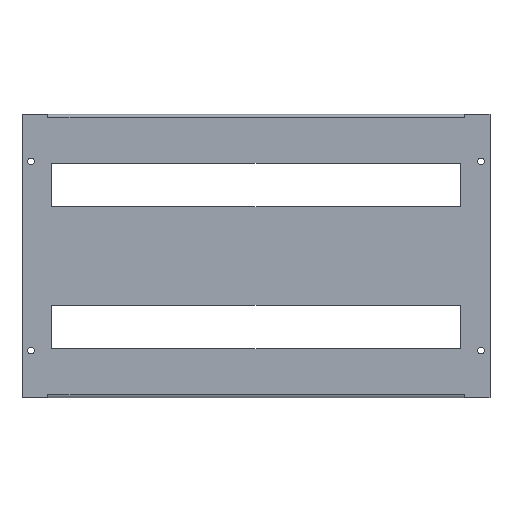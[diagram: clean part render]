
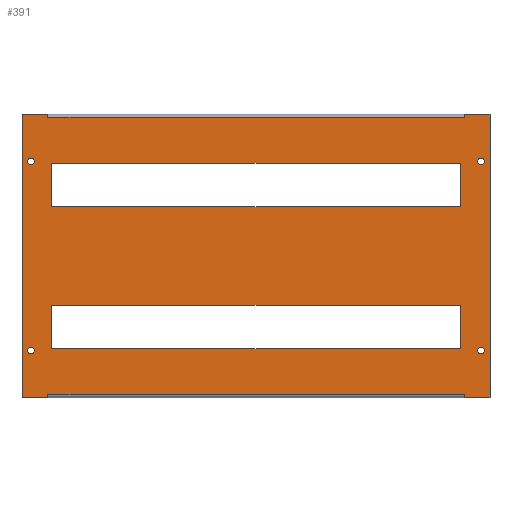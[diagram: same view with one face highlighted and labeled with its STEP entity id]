
A CAD part, top view. The second image highlights one B-rep face of the part: STEP entity #391.
In plain terms, the highlighted planar face has unit normal (0, 0, 1).
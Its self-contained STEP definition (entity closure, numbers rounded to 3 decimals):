
#326=FACE_BOUND('',#494,.T.);
#327=FACE_BOUND('',#495,.T.);
#328=FACE_BOUND('',#496,.T.);
#329=FACE_BOUND('',#497,.T.);
#330=FACE_BOUND('',#498,.T.);
#331=FACE_BOUND('',#499,.T.);
#332=FACE_BOUND('',#500,.T.);
#350=PLANE('',#1220);
#391=ADVANCED_FACE('F13',(#326,#327,#328,#329,#330,#331,#332),#350,.T.);
#494=EDGE_LOOP('',(#612,#613,#614,#615,#616,#617,#618,#619,#620,#621,#622,
#623));
#495=EDGE_LOOP('',(#624));
#496=EDGE_LOOP('',(#625));
#497=EDGE_LOOP('',(#626,#627,#628,#629));
#498=EDGE_LOOP('',(#630,#631,#632,#633));
#499=EDGE_LOOP('',(#634));
#500=EDGE_LOOP('',(#635));
#543=CIRCLE('',#1200,3.5);
#545=CIRCLE('',#1203,3.5);
#547=CIRCLE('',#1214,3.5);
#549=CIRCLE('',#1217,3.5);
#612=ORIENTED_EDGE('',*,*,#929,.F.);
#613=ORIENTED_EDGE('',*,*,#930,.T.);
#614=ORIENTED_EDGE('',*,*,#931,.T.);
#615=ORIENTED_EDGE('',*,*,#932,.T.);
#616=ORIENTED_EDGE('',*,*,#933,.T.);
#617=ORIENTED_EDGE('',*,*,#934,.T.);
#618=ORIENTED_EDGE('',*,*,#935,.F.);
#619=ORIENTED_EDGE('',*,*,#936,.T.);
#620=ORIENTED_EDGE('',*,*,#937,.T.);
#621=ORIENTED_EDGE('',*,*,#938,.T.);
#622=ORIENTED_EDGE('',*,*,#939,.T.);
#623=ORIENTED_EDGE('',*,*,#940,.T.);
#624=ORIENTED_EDGE('',*,*,#927,.T.);
#625=ORIENTED_EDGE('',*,*,#924,.T.);
#626=ORIENTED_EDGE('',*,*,#921,.T.);
#627=ORIENTED_EDGE('',*,*,#918,.T.);
#628=ORIENTED_EDGE('',*,*,#915,.T.);
#629=ORIENTED_EDGE('',*,*,#912,.T.);
#630=ORIENTED_EDGE('',*,*,#909,.T.);
#631=ORIENTED_EDGE('',*,*,#906,.T.);
#632=ORIENTED_EDGE('',*,*,#903,.T.);
#633=ORIENTED_EDGE('',*,*,#900,.T.);
#634=ORIENTED_EDGE('',*,*,#897,.T.);
#635=ORIENTED_EDGE('',*,*,#894,.T.);
#813=VERTEX_POINT('',#1509);
#815=VERTEX_POINT('',#1515);
#816=VERTEX_POINT('',#1520);
#818=VERTEX_POINT('',#1523);
#820=VERTEX_POINT('',#1529);
#822=VERTEX_POINT('',#1535);
#824=VERTEX_POINT('',#1544);
#826=VERTEX_POINT('',#1547);
#828=VERTEX_POINT('',#1553);
#830=VERTEX_POINT('',#1559);
#833=VERTEX_POINT('',#1569);
#835=VERTEX_POINT('',#1575);
#836=VERTEX_POINT('',#1580);
#837=VERTEX_POINT('',#1581);
#838=VERTEX_POINT('',#1583);
#839=VERTEX_POINT('',#1585);
#840=VERTEX_POINT('',#1587);
#841=VERTEX_POINT('',#1589);
#842=VERTEX_POINT('',#1591);
#843=VERTEX_POINT('',#1593);
#844=VERTEX_POINT('',#1595);
#845=VERTEX_POINT('',#1597);
#846=VERTEX_POINT('',#1599);
#847=VERTEX_POINT('',#1601);
#894=EDGE_CURVE('E80',#813,#813,#543,.T.);
#897=EDGE_CURVE('E79',#815,#815,#545,.T.);
#900=EDGE_CURVE('E78',#818,#816,#1020,.T.);
#903=EDGE_CURVE('E77',#820,#818,#1023,.T.);
#906=EDGE_CURVE('E76',#822,#820,#1026,.T.);
#909=EDGE_CURVE('E75',#816,#822,#1029,.T.);
#912=EDGE_CURVE('E74',#826,#824,#1032,.T.);
#915=EDGE_CURVE('E73',#828,#826,#1035,.T.);
#918=EDGE_CURVE('E72',#830,#828,#1038,.T.);
#921=EDGE_CURVE('E71',#824,#830,#1041,.T.);
#924=EDGE_CURVE('E70',#833,#833,#547,.T.);
#927=EDGE_CURVE('E69',#835,#835,#549,.T.);
#929=EDGE_CURVE('E44',#836,#837,#1045,.T.);
#930=EDGE_CURVE('E59',#836,#838,#1046,.T.);
#931=EDGE_CURVE('E60',#838,#839,#1047,.T.);
#932=EDGE_CURVE('E61',#839,#840,#1048,.T.);
#933=EDGE_CURVE('E62',#840,#841,#1049,.T.);
#934=EDGE_CURVE('E63',#841,#842,#1050,.T.);
#935=EDGE_CURVE('E48',#843,#842,#1051,.T.);
#936=EDGE_CURVE('E64',#843,#844,#1052,.T.);
#937=EDGE_CURVE('E65',#844,#845,#1053,.T.);
#938=EDGE_CURVE('E66',#845,#846,#1054,.T.);
#939=EDGE_CURVE('E67',#846,#847,#1055,.T.);
#940=EDGE_CURVE('E68',#847,#837,#1056,.T.);
#1020=LINE('',#1522,#1111);
#1023=LINE('',#1528,#1114);
#1026=LINE('',#1534,#1117);
#1029=LINE('',#1540,#1120);
#1032=LINE('',#1546,#1123);
#1035=LINE('',#1552,#1126);
#1038=LINE('',#1558,#1129);
#1041=LINE('',#1564,#1132);
#1045=LINE('',#1579,#1136);
#1046=LINE('',#1582,#1137);
#1047=LINE('',#1584,#1138);
#1048=LINE('',#1586,#1139);
#1049=LINE('',#1588,#1140);
#1050=LINE('',#1590,#1141);
#1051=LINE('',#1592,#1142);
#1052=LINE('',#1594,#1143);
#1053=LINE('',#1596,#1144);
#1054=LINE('',#1598,#1145);
#1055=LINE('',#1600,#1146);
#1056=LINE('',#1602,#1147);
#1111=VECTOR('',#1288,1.);
#1114=VECTOR('',#1293,1.);
#1117=VECTOR('',#1298,1.);
#1120=VECTOR('',#1303,1.);
#1123=VECTOR('',#1308,1.);
#1126=VECTOR('',#1313,1.);
#1129=VECTOR('',#1318,1.);
#1132=VECTOR('',#1323,1.);
#1136=VECTOR('',#1341,1.);
#1137=VECTOR('',#1342,1.);
#1138=VECTOR('',#1343,1.);
#1139=VECTOR('',#1344,1.);
#1140=VECTOR('',#1345,1.);
#1141=VECTOR('',#1346,1.);
#1142=VECTOR('',#1347,1.);
#1143=VECTOR('',#1348,1.);
#1144=VECTOR('',#1349,1.);
#1145=VECTOR('',#1350,1.);
#1146=VECTOR('',#1351,1.);
#1147=VECTOR('',#1352,1.);
#1200=AXIS2_PLACEMENT_3D('',#1510,#1274,#1275);
#1203=AXIS2_PLACEMENT_3D('',#1516,#1281,#1282);
#1214=AXIS2_PLACEMENT_3D('',#1570,#1328,#1329);
#1217=AXIS2_PLACEMENT_3D('',#1576,#1335,#1336);
#1220=AXIS2_PLACEMENT_3D('',#1603,#1353,#1354);
#1274=DIRECTION('',(0.,0.,-1.));
#1275=DIRECTION('',(-1.,0.,0.));
#1281=DIRECTION('',(0.,0.,-1.));
#1282=DIRECTION('',(-1.,0.,0.));
#1288=DIRECTION('',(-1.,0.,0.));
#1293=DIRECTION('',(0.,-1.,0.));
#1298=DIRECTION('',(1.,0.,0.));
#1303=DIRECTION('',(0.,1.,0.));
#1308=DIRECTION('',(-1.,0.,0.));
#1313=DIRECTION('',(0.,-1.,0.));
#1318=DIRECTION('',(1.,0.,0.));
#1323=DIRECTION('',(0.,1.,0.));
#1328=DIRECTION('',(0.,0.,-1.));
#1329=DIRECTION('',(-1.,0.,0.));
#1335=DIRECTION('',(0.,0.,-1.));
#1336=DIRECTION('',(-1.,0.,0.));
#1341=DIRECTION('',(1.,0.,0.));
#1342=DIRECTION('',(0.,1.,0.));
#1343=DIRECTION('',(-1.,0.,0.));
#1344=DIRECTION('',(0.,-1.,0.));
#1345=DIRECTION('',(1.,0.,0.));
#1346=DIRECTION('',(0.,1.,0.));
#1347=DIRECTION('',(-1.,0.,0.));
#1348=DIRECTION('',(0.,-1.,0.));
#1349=DIRECTION('',(1.,0.,0.));
#1350=DIRECTION('',(0.,1.,0.));
#1351=DIRECTION('',(-1.,0.,0.));
#1352=DIRECTION('',(0.,-1.,0.));
#1353=DIRECTION('',(0.,0.,1.));
#1354=DIRECTION('',(1.,0.,0.));
#1509=CARTESIAN_POINT('',(-486.921,-597.255,64.137));
#1510=CARTESIAN_POINT('',(-490.421,-597.255,64.137));
#1515=CARTESIAN_POINT('',(-486.921,-397.255,64.137));
#1516=CARTESIAN_POINT('',(-490.421,-397.255,64.137));
#1520=CARTESIAN_POINT('',(-944.421,-445.255,64.137));
#1522=CARTESIAN_POINT('',(-828.421,-445.255,64.137));
#1523=CARTESIAN_POINT('',(-512.421,-445.255,64.137));
#1528=CARTESIAN_POINT('',(-512.421,-422.255,64.137));
#1529=CARTESIAN_POINT('',(-512.421,-399.255,64.137));
#1534=CARTESIAN_POINT('',(-828.421,-399.255,64.137));
#1535=CARTESIAN_POINT('',(-944.421,-399.255,64.137));
#1540=CARTESIAN_POINT('',(-944.421,-422.255,64.137));
#1544=CARTESIAN_POINT('',(-944.421,-595.255,64.137));
#1546=CARTESIAN_POINT('',(-828.421,-595.255,64.137));
#1547=CARTESIAN_POINT('',(-512.421,-595.255,64.137));
#1552=CARTESIAN_POINT('',(-512.421,-572.255,64.137));
#1553=CARTESIAN_POINT('',(-512.421,-549.255,64.137));
#1558=CARTESIAN_POINT('',(-828.421,-549.255,64.137));
#1559=CARTESIAN_POINT('',(-944.421,-549.255,64.137));
#1564=CARTESIAN_POINT('',(-944.421,-572.255,64.137));
#1569=CARTESIAN_POINT('',(-962.921,-397.255,64.137));
#1570=CARTESIAN_POINT('',(-966.421,-397.255,64.137));
#1575=CARTESIAN_POINT('',(-962.921,-597.255,64.137));
#1576=CARTESIAN_POINT('',(-966.421,-597.255,64.137));
#1579=CARTESIAN_POINT('',(-828.421,-350.305,64.137));
#1580=CARTESIAN_POINT('',(-948.421,-350.305,64.137));
#1581=CARTESIAN_POINT('',(-508.421,-350.305,64.137));
#1582=CARTESIAN_POINT('',(-948.421,-348.905,64.137));
#1583=CARTESIAN_POINT('',(-948.421,-347.505,64.137));
#1584=CARTESIAN_POINT('',(-962.171,-347.505,64.137));
#1585=CARTESIAN_POINT('',(-975.921,-347.505,64.137));
#1586=CARTESIAN_POINT('',(-975.921,-497.255,64.137));
#1587=CARTESIAN_POINT('',(-975.921,-647.005,64.137));
#1588=CARTESIAN_POINT('',(-962.171,-647.005,64.137));
#1589=CARTESIAN_POINT('',(-948.421,-647.005,64.137));
#1590=CARTESIAN_POINT('',(-948.421,-645.605,64.137));
#1591=CARTESIAN_POINT('',(-948.421,-644.205,64.137));
#1592=CARTESIAN_POINT('',(-828.421,-644.205,64.137));
#1593=CARTESIAN_POINT('',(-508.421,-644.205,64.137));
#1594=CARTESIAN_POINT('',(-508.421,-645.605,64.137));
#1595=CARTESIAN_POINT('',(-508.421,-647.005,64.137));
#1596=CARTESIAN_POINT('',(-494.671,-647.005,64.137));
#1597=CARTESIAN_POINT('',(-480.921,-647.005,64.137));
#1598=CARTESIAN_POINT('',(-480.921,-497.255,64.137));
#1599=CARTESIAN_POINT('',(-480.921,-347.505,64.137));
#1600=CARTESIAN_POINT('',(-494.671,-347.505,64.137));
#1601=CARTESIAN_POINT('',(-508.421,-347.505,64.137));
#1602=CARTESIAN_POINT('',(-508.421,-348.905,64.137));
#1603=CARTESIAN_POINT('',(-1175.921,-647.005,64.137));
